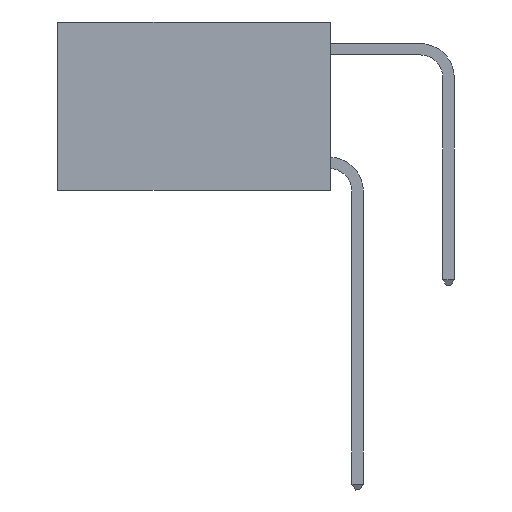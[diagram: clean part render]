
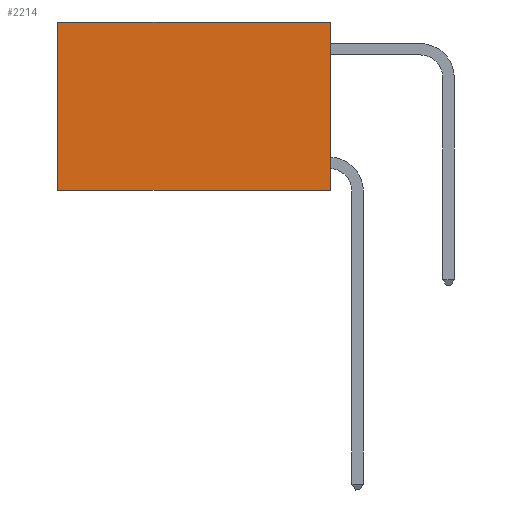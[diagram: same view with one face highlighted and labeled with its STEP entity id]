
A CAD part, left-side view. The second image highlights one B-rep face of the part: STEP entity #2214.
In plain terms, the highlighted planar face has unit normal (-1, 0, 0).
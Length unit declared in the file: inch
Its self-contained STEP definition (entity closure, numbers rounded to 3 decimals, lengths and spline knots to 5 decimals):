
#91 = DIRECTION ( 'NONE',  ( 0., 0., -1. ) ) ;
#192 = CARTESIAN_POINT ( 'NONE',  ( 0.2625, 0., 0. ) ) ;
#239 = VERTEX_POINT ( 'NONE', #9432 ) ;
#932 = LINE ( 'NONE', #4533, #15900 ) ;
#1012 = EDGE_CURVE ( 'NONE', #6473, #239, #3034, .T. ) ;
#1633 = CARTESIAN_POINT ( 'NONE',  ( 0.2625, 0.6, -0.37 ) ) ;
#1773 = VERTEX_POINT ( 'NONE', #1633 ) ;
#1781 = AXIS2_PLACEMENT_3D ( 'NONE', #16600, #8215, #16605 ) ;
#1947 = CARTESIAN_POINT ( 'NONE',  ( 0.2625, 0., 0. ) ) ;
#1981 = EDGE_CURVE ( 'NONE', #11239, #1773, #15044, .T. ) ;
#2214 = ADVANCED_FACE ( 'NONE', ( #11974 ), #17969, .F. ) ;
#3034 = LINE ( 'NONE', #5009, #5709 ) ;
#3047 = ORIENTED_EDGE ( 'NONE', *, *, #15760, .F. ) ;
#3480 = VECTOR ( 'NONE', #18533, 39.37008 ) ;
#3797 = DIRECTION ( 'NONE',  ( 0., 1., 0. ) ) ;
#4533 = CARTESIAN_POINT ( 'NONE',  ( 0.2625, 0.6, 0. ) ) ;
#5009 = CARTESIAN_POINT ( 'NONE',  ( 0.2625, 0., 0. ) ) ;
#5709 = VECTOR ( 'NONE', #3797, 39.37008 ) ;
#6473 = VERTEX_POINT ( 'NONE', #1947 ) ;
#7626 = ORIENTED_EDGE ( 'NONE', *, *, #1012, .T. ) ;
#8084 = CARTESIAN_POINT ( 'NONE',  ( 0.2625, 0., -0.37 ) ) ;
#8215 = DIRECTION ( 'NONE',  ( 1., 0., 0. ) ) ;
#9210 = VECTOR ( 'NONE', #11940, 39.37008 ) ;
#9432 = CARTESIAN_POINT ( 'NONE',  ( 0.2625, 0.6, 0. ) ) ;
#10036 = EDGE_CURVE ( 'NONE', #239, #1773, #932, .T. ) ;
#10412 = ORIENTED_EDGE ( 'NONE', *, *, #1981, .F. ) ;
#11239 = VERTEX_POINT ( 'NONE', #8084 ) ;
#11361 = EDGE_LOOP ( 'NONE', ( #11366, #10412, #3047, #7626 ) ) ;
#11366 = ORIENTED_EDGE ( 'NONE', *, *, #10036, .T. ) ;
#11940 = DIRECTION ( 'NONE',  ( 0., 0., -1. ) ) ;
#11974 = FACE_OUTER_BOUND ( 'NONE', #11361, .T. ) ;
#15044 = LINE ( 'NONE', #17965, #3480 ) ;
#15760 = EDGE_CURVE ( 'NONE', #6473, #11239, #17034, .T. ) ;
#15900 = VECTOR ( 'NONE', #91, 39.37008 ) ;
#16600 = CARTESIAN_POINT ( 'NONE',  ( 0.2625, 0., 0. ) ) ;
#16605 = DIRECTION ( 'NONE',  ( 0., 0., -1. ) ) ;
#17034 = LINE ( 'NONE', #192, #9210 ) ;
#17965 = CARTESIAN_POINT ( 'NONE',  ( 0.2625, 0., -0.37 ) ) ;
#17969 = PLANE ( 'NONE',  #1781 ) ;
#18533 = DIRECTION ( 'NONE',  ( 0., 1., 0. ) ) ;
